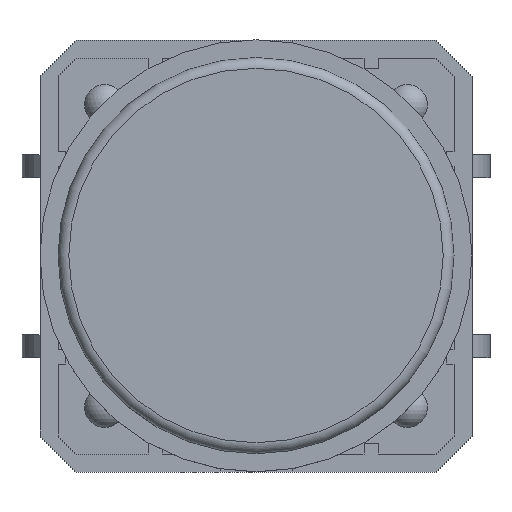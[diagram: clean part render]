
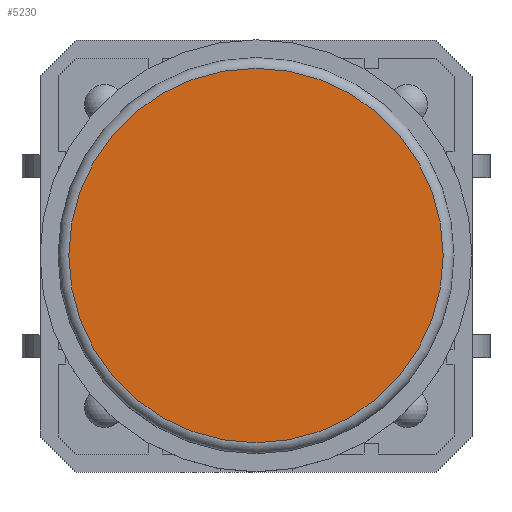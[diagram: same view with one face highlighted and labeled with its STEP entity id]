
A CAD part, top view. The second image highlights one B-rep face of the part: STEP entity #5230.
In plain terms, the highlighted planar face has unit normal (0, 0, 1).
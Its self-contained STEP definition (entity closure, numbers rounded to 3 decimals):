
#5163 = TOROIDAL_SURFACE('',#5164,5.2,0.3);
#5164 = AXIS2_PLACEMENT_3D('',#5165,#5166,#5167);
#5165 = CARTESIAN_POINT('',(0.,0.,11.2));
#5166 = DIRECTION('',(-0.,-0.,-1.));
#5167 = DIRECTION('',(1.,0.,0.));
#5181 = VERTEX_POINT('',#5182);
#5182 = CARTESIAN_POINT('',(5.2,0.,11.5));
#5202 = EDGE_CURVE('',#5181,#5181,#5203,.T.);
#5203 = SURFACE_CURVE('',#5204,(#5209,#5216),.PCURVE_S1.);
#5204 = CIRCLE('',#5205,5.2);
#5205 = AXIS2_PLACEMENT_3D('',#5206,#5207,#5208);
#5206 = CARTESIAN_POINT('',(0.,0.,11.5));
#5207 = DIRECTION('',(0.,0.,1.));
#5208 = DIRECTION('',(1.,0.,0.));
#5209 = PCURVE('',#5163,#5210);
#5210 = DEFINITIONAL_REPRESENTATION('',(#5211),#5215);
#5211 = LINE('',#5212,#5213);
#5212 = CARTESIAN_POINT('',(-0.,4.712));
#5213 = VECTOR('',#5214,1.);
#5214 = DIRECTION('',(-1.,0.));
#5215 = ( GEOMETRIC_REPRESENTATION_CONTEXT(2) 
PARAMETRIC_REPRESENTATION_CONTEXT() REPRESENTATION_CONTEXT('2D SPACE',''
  ) );
#5216 = PCURVE('',#5217,#5222);
#5217 = PLANE('',#5218);
#5218 = AXIS2_PLACEMENT_3D('',#5219,#5220,#5221);
#5219 = CARTESIAN_POINT('',(0.,0.,11.5));
#5220 = DIRECTION('',(0.,0.,1.));
#5221 = DIRECTION('',(1.,0.,0.));
#5222 = DEFINITIONAL_REPRESENTATION('',(#5223),#5227);
#5223 = CIRCLE('',#5224,5.2);
#5224 = AXIS2_PLACEMENT_2D('',#5225,#5226);
#5225 = CARTESIAN_POINT('',(0.,0.));
#5226 = DIRECTION('',(1.,0.));
#5227 = ( GEOMETRIC_REPRESENTATION_CONTEXT(2) 
PARAMETRIC_REPRESENTATION_CONTEXT() REPRESENTATION_CONTEXT('2D SPACE',''
  ) );
#5230 = ADVANCED_FACE('',(#5231),#5217,.T.);
#5231 = FACE_BOUND('',#5232,.T.);
#5232 = EDGE_LOOP('',(#5233));
#5233 = ORIENTED_EDGE('',*,*,#5202,.T.);
